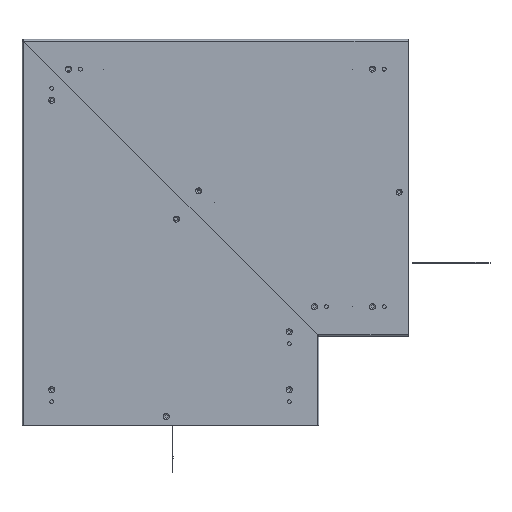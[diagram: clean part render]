
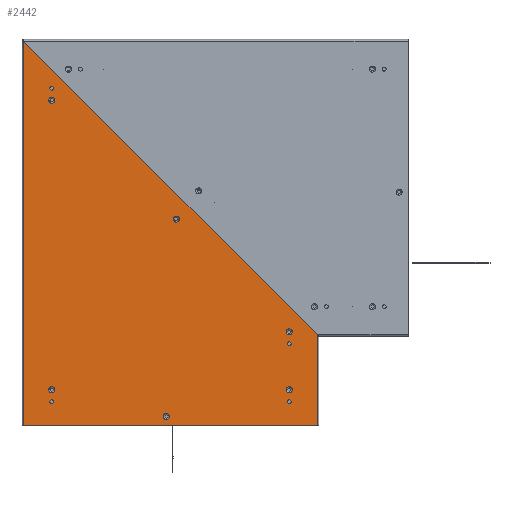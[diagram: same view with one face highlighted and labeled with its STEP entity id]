
A CAD part, front view. The second image highlights one B-rep face of the part: STEP entity #2442.
In plain terms, the highlighted planar face has unit normal (0, -1, 0).
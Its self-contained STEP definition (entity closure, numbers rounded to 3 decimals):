
#302=DIRECTION('',(0.,0.,1.));
#303=VECTOR('',#302,150.);
#304=CARTESIAN_POINT('',(247.,0.,0.));
#305=LINE('',#304,#303);
#598=DIRECTION('',(0.707,0.,-0.707));
#599=VECTOR('',#598,698.621);
#600=CARTESIAN_POINT('',(-247.,0.,647.));
#601=LINE('',#600,#599);
#605=DIRECTION('',(0.,0.,-1.));
#606=VECTOR('',#605,3.);
#607=CARTESIAN_POINT('',(247.,0.,153.));
#608=LINE('',#607,#606);
#612=CARTESIAN_POINT('',(200.,0.,60.));
#613=DIRECTION('',(0.,-1.,0.));
#614=DIRECTION('',(0.,0.,-1.));
#615=AXIS2_PLACEMENT_3D('',#612,#613,#614);
#620=CARTESIAN_POINT('',(200.,0.,60.));
#621=DIRECTION('',(0.,-1.,0.));
#622=DIRECTION('',(0.,0.,1.));
#623=AXIS2_PLACEMENT_3D('',#620,#621,#622);
#628=CARTESIAN_POINT('',(-7.,0.,15.));
#629=DIRECTION('',(0.,-1.,0.));
#630=DIRECTION('',(0.,0.,-1.));
#631=AXIS2_PLACEMENT_3D('',#628,#629,#630);
#636=CARTESIAN_POINT('',(-7.,0.,15.));
#637=DIRECTION('',(0.,-1.,0.));
#638=DIRECTION('',(0.,0.,1.));
#639=AXIS2_PLACEMENT_3D('',#636,#637,#638);
#644=CARTESIAN_POINT('',(-200.,0.,60.));
#645=DIRECTION('',(0.,-1.,0.));
#646=DIRECTION('',(1.,0.,0.));
#647=AXIS2_PLACEMENT_3D('',#644,#645,#646);
#652=CARTESIAN_POINT('',(-200.,0.,60.));
#653=DIRECTION('',(0.,-1.,0.));
#654=DIRECTION('',(-1.,0.,0.));
#655=AXIS2_PLACEMENT_3D('',#652,#653,#654);
#660=CARTESIAN_POINT('',(-200.,0.,547.674));
#661=DIRECTION('',(0.,-1.,0.));
#662=DIRECTION('',(1.,0.,0.));
#663=AXIS2_PLACEMENT_3D('',#660,#661,#662);
#668=CARTESIAN_POINT('',(-200.,0.,547.674));
#669=DIRECTION('',(0.,-1.,0.));
#670=DIRECTION('',(-1.,0.,0.));
#671=AXIS2_PLACEMENT_3D('',#668,#669,#670);
#676=CARTESIAN_POINT('',(10.,0.,347.574));
#677=DIRECTION('',(0.,-1.,0.));
#678=DIRECTION('',(1.,0.,0.));
#679=AXIS2_PLACEMENT_3D('',#676,#677,#678);
#684=CARTESIAN_POINT('',(10.,0.,347.574));
#685=DIRECTION('',(0.,-1.,0.));
#686=DIRECTION('',(-1.,0.,0.));
#687=AXIS2_PLACEMENT_3D('',#684,#685,#686);
#692=CARTESIAN_POINT('',(200.,0.,157.574));
#693=DIRECTION('',(0.,-1.,0.));
#694=DIRECTION('',(1.,0.,0.));
#695=AXIS2_PLACEMENT_3D('',#692,#693,#694);
#700=CARTESIAN_POINT('',(200.,0.,157.574));
#701=DIRECTION('',(0.,-1.,0.));
#702=DIRECTION('',(-1.,0.,0.));
#703=AXIS2_PLACEMENT_3D('',#700,#701,#702);
#708=CARTESIAN_POINT('',(-200.,0.,567.674));
#709=DIRECTION('',(0.,1.,0.));
#710=DIRECTION('',(0.,0.,1.));
#711=AXIS2_PLACEMENT_3D('',#708,#709,#710);
#716=CARTESIAN_POINT('',(-200.,0.,567.674));
#717=DIRECTION('',(0.,1.,0.));
#718=DIRECTION('',(0.,0.,-1.));
#719=AXIS2_PLACEMENT_3D('',#716,#717,#718);
#724=CARTESIAN_POINT('',(-200.,0.,40.));
#725=DIRECTION('',(0.,1.,0.));
#726=DIRECTION('',(0.,0.,1.));
#727=AXIS2_PLACEMENT_3D('',#724,#725,#726);
#732=CARTESIAN_POINT('',(-200.,0.,40.));
#733=DIRECTION('',(0.,1.,0.));
#734=DIRECTION('',(0.,0.,-1.));
#735=AXIS2_PLACEMENT_3D('',#732,#733,#734);
#740=CARTESIAN_POINT('',(200.,0.,40.));
#741=DIRECTION('',(0.,1.,0.));
#742=DIRECTION('',(0.,0.,1.));
#743=AXIS2_PLACEMENT_3D('',#740,#741,#742);
#748=CARTESIAN_POINT('',(200.,0.,40.));
#749=DIRECTION('',(0.,1.,0.));
#750=DIRECTION('',(0.,0.,-1.));
#751=AXIS2_PLACEMENT_3D('',#748,#749,#750);
#756=CARTESIAN_POINT('',(200.,0.,137.574));
#757=DIRECTION('',(0.,1.,0.));
#758=DIRECTION('',(0.,0.,1.));
#759=AXIS2_PLACEMENT_3D('',#756,#757,#758);
#764=CARTESIAN_POINT('',(200.,0.,137.574));
#765=DIRECTION('',(0.,1.,0.));
#766=DIRECTION('',(0.,0.,-1.));
#767=AXIS2_PLACEMENT_3D('',#764,#765,#766);
#793=DIRECTION('',(1.,0.,0.));
#794=VECTOR('',#793,494.);
#795=CARTESIAN_POINT('',(-247.,0.,0.));
#796=LINE('',#795,#794);
#846=DIRECTION('',(0.,0.,1.));
#847=VECTOR('',#846,647.);
#848=CARTESIAN_POINT('',(-247.,0.,0.));
#849=LINE('',#848,#847);
#1914=CARTESIAN_POINT('',(-247.,0.,0.));
#1915=CARTESIAN_POINT('',(247.,0.,0.));
#1916=VERTEX_POINT('',#1914);
#1917=VERTEX_POINT('',#1915);
#1926=CARTESIAN_POINT('',(200.,0.,54.9));
#1927=CARTESIAN_POINT('',(200.,0.,65.1));
#1928=VERTEX_POINT('',#1926);
#1929=VERTEX_POINT('',#1927);
#1950=CARTESIAN_POINT('',(-7.,0.,9.9));
#1951=CARTESIAN_POINT('',(-7.,0.,20.1));
#1952=VERTEX_POINT('',#1950);
#1953=VERTEX_POINT('',#1951);
#1958=CARTESIAN_POINT('',(-247.,0.,647.));
#1959=CARTESIAN_POINT('',(247.,0.,153.));
#1960=VERTEX_POINT('',#1958);
#1961=VERTEX_POINT('',#1959);
#1994=CARTESIAN_POINT('',(-194.9,0.,60.));
#1995=CARTESIAN_POINT('',(-205.1,0.,60.));
#1996=VERTEX_POINT('',#1994);
#1997=VERTEX_POINT('',#1995);
#2018=CARTESIAN_POINT('',(-194.9,0.,547.674));
#2019=CARTESIAN_POINT('',(-205.1,0.,547.674));
#2020=VERTEX_POINT('',#2018);
#2021=VERTEX_POINT('',#2019);
#2042=CARTESIAN_POINT('',(15.1,0.,347.574));
#2043=CARTESIAN_POINT('',(4.9,0.,347.574));
#2044=VERTEX_POINT('',#2042);
#2045=VERTEX_POINT('',#2043);
#2066=CARTESIAN_POINT('',(205.1,0.,157.574));
#2067=CARTESIAN_POINT('',(194.9,0.,157.574));
#2068=VERTEX_POINT('',#2066);
#2069=VERTEX_POINT('',#2067);
#2082=CARTESIAN_POINT('',(247.,0.,150.));
#2083=VERTEX_POINT('',#2082);
#2094=CARTESIAN_POINT('',(-200.,0.,570.924));
#2095=CARTESIAN_POINT('',(-200.,0.,564.424));
#2096=VERTEX_POINT('',#2094);
#2097=VERTEX_POINT('',#2095);
#2098=CARTESIAN_POINT('',(-200.,0.,43.25));
#2099=CARTESIAN_POINT('',(-200.,0.,36.75));
#2100=VERTEX_POINT('',#2098);
#2101=VERTEX_POINT('',#2099);
#2102=CARTESIAN_POINT('',(200.,0.,43.25));
#2103=CARTESIAN_POINT('',(200.,0.,36.75));
#2104=VERTEX_POINT('',#2102);
#2105=VERTEX_POINT('',#2103);
#2106=CARTESIAN_POINT('',(200.,0.,140.824));
#2107=CARTESIAN_POINT('',(200.,0.,134.324));
#2108=VERTEX_POINT('',#2106);
#2109=VERTEX_POINT('',#2107);
#2367=CARTESIAN_POINT('',(0.,0.,0.));
#2368=DIRECTION('',(0.,-1.,0.));
#2369=DIRECTION('',(1.,0.,0.));
#2370=AXIS2_PLACEMENT_3D('',#2367,#2368,#2369);
#2371=PLANE('',#2370);
#2372=ORIENTED_EDGE('',*,*,#2357,.T.);
#2374=ORIENTED_EDGE('',*,*,#2373,.T.);
#2375=ORIENTED_EDGE('',*,*,#2187,.F.);
#2377=ORIENTED_EDGE('',*,*,#2376,.F.);
#2379=ORIENTED_EDGE('',*,*,#2378,.T.);
#2380=EDGE_LOOP('',(#2372,#2374,#2375,#2377,#2379));
#2381=FACE_OUTER_BOUND('',#2380,.F.);
#2383=ORIENTED_EDGE('',*,*,#2382,.T.);
#2385=ORIENTED_EDGE('',*,*,#2384,.T.);
#2386=EDGE_LOOP('',(#2383,#2385));
#2387=FACE_BOUND('',#2386,.F.);
#2389=ORIENTED_EDGE('',*,*,#2388,.T.);
#2391=ORIENTED_EDGE('',*,*,#2390,.T.);
#2392=EDGE_LOOP('',(#2389,#2391));
#2393=FACE_BOUND('',#2392,.F.);
#2395=ORIENTED_EDGE('',*,*,#2394,.T.);
#2397=ORIENTED_EDGE('',*,*,#2396,.T.);
#2398=EDGE_LOOP('',(#2395,#2397));
#2399=FACE_BOUND('',#2398,.F.);
#2401=ORIENTED_EDGE('',*,*,#2400,.T.);
#2403=ORIENTED_EDGE('',*,*,#2402,.T.);
#2404=EDGE_LOOP('',(#2401,#2403));
#2405=FACE_BOUND('',#2404,.F.);
#2407=ORIENTED_EDGE('',*,*,#2406,.T.);
#2409=ORIENTED_EDGE('',*,*,#2408,.T.);
#2410=EDGE_LOOP('',(#2407,#2409));
#2411=FACE_BOUND('',#2410,.F.);
#2413=ORIENTED_EDGE('',*,*,#2412,.T.);
#2415=ORIENTED_EDGE('',*,*,#2414,.T.);
#2416=EDGE_LOOP('',(#2413,#2415));
#2417=FACE_BOUND('',#2416,.F.);
#2419=ORIENTED_EDGE('',*,*,#2418,.F.);
#2421=ORIENTED_EDGE('',*,*,#2420,.F.);
#2422=EDGE_LOOP('',(#2419,#2421));
#2423=FACE_BOUND('',#2422,.F.);
#2425=ORIENTED_EDGE('',*,*,#2424,.F.);
#2427=ORIENTED_EDGE('',*,*,#2426,.F.);
#2428=EDGE_LOOP('',(#2425,#2427));
#2429=FACE_BOUND('',#2428,.F.);
#2431=ORIENTED_EDGE('',*,*,#2430,.F.);
#2433=ORIENTED_EDGE('',*,*,#2432,.F.);
#2434=EDGE_LOOP('',(#2431,#2433));
#2435=FACE_BOUND('',#2434,.F.);
#2437=ORIENTED_EDGE('',*,*,#2436,.F.);
#2439=ORIENTED_EDGE('',*,*,#2438,.F.);
#2440=EDGE_LOOP('',(#2437,#2439));
#2441=FACE_BOUND('',#2440,.F.);
#616=CIRCLE('',#615,5.1);
#624=CIRCLE('',#623,5.1);
#632=CIRCLE('',#631,5.1);
#640=CIRCLE('',#639,5.1);
#648=CIRCLE('',#647,5.1);
#656=CIRCLE('',#655,5.1);
#664=CIRCLE('',#663,5.1);
#672=CIRCLE('',#671,5.1);
#680=CIRCLE('',#679,5.1);
#688=CIRCLE('',#687,5.1);
#696=CIRCLE('',#695,5.1);
#704=CIRCLE('',#703,5.1);
#712=CIRCLE('',#711,3.25);
#720=CIRCLE('',#719,3.25);
#728=CIRCLE('',#727,3.25);
#736=CIRCLE('',#735,3.25);
#744=CIRCLE('',#743,3.25);
#752=CIRCLE('',#751,3.25);
#760=CIRCLE('',#759,3.25);
#768=CIRCLE('',#767,3.25);
#2187=EDGE_CURVE('',#1917,#2083,#305,.T.);
#2357=EDGE_CURVE('',#1960,#1961,#601,.T.);
#2373=EDGE_CURVE('',#1961,#2083,#608,.T.);
#2376=EDGE_CURVE('',#1916,#1917,#796,.T.);
#2378=EDGE_CURVE('',#1916,#1960,#849,.T.);
#2382=EDGE_CURVE('',#1928,#1929,#616,.T.);
#2384=EDGE_CURVE('',#1929,#1928,#624,.T.);
#2388=EDGE_CURVE('',#1952,#1953,#632,.T.);
#2390=EDGE_CURVE('',#1953,#1952,#640,.T.);
#2394=EDGE_CURVE('',#1996,#1997,#648,.T.);
#2396=EDGE_CURVE('',#1997,#1996,#656,.T.);
#2400=EDGE_CURVE('',#2020,#2021,#664,.T.);
#2402=EDGE_CURVE('',#2021,#2020,#672,.T.);
#2406=EDGE_CURVE('',#2044,#2045,#680,.T.);
#2408=EDGE_CURVE('',#2045,#2044,#688,.T.);
#2412=EDGE_CURVE('',#2068,#2069,#696,.T.);
#2414=EDGE_CURVE('',#2069,#2068,#704,.T.);
#2418=EDGE_CURVE('',#2096,#2097,#712,.T.);
#2420=EDGE_CURVE('',#2097,#2096,#720,.T.);
#2424=EDGE_CURVE('',#2100,#2101,#728,.T.);
#2426=EDGE_CURVE('',#2101,#2100,#736,.T.);
#2430=EDGE_CURVE('',#2104,#2105,#744,.T.);
#2432=EDGE_CURVE('',#2105,#2104,#752,.T.);
#2436=EDGE_CURVE('',#2108,#2109,#760,.T.);
#2438=EDGE_CURVE('',#2109,#2108,#768,.T.);
#2442=ADVANCED_FACE('',(#2381,#2387,#2393,#2399,#2405,#2411,#2417,#2423,#2429,
#2435,#2441),#2371,.T.);
